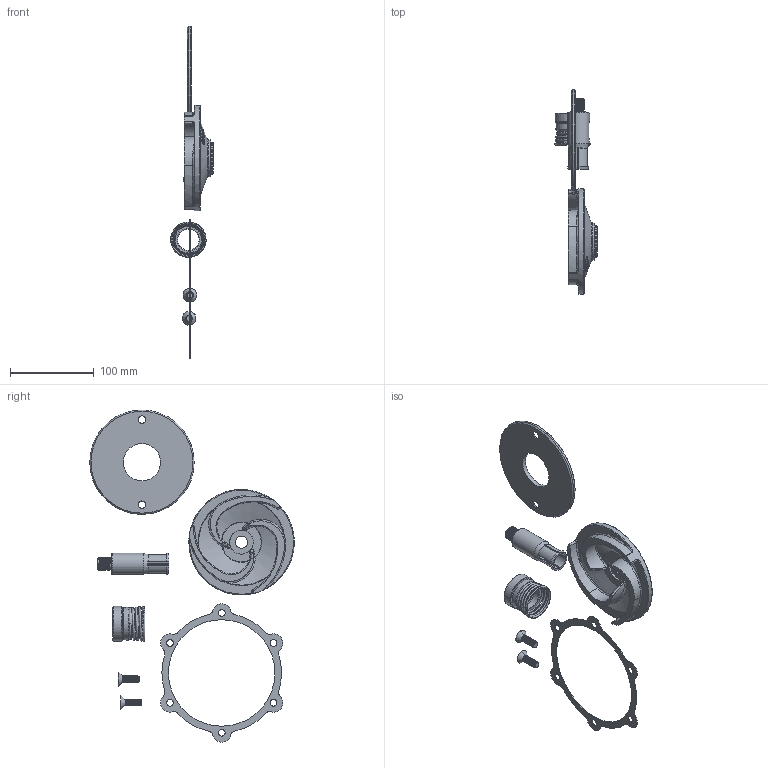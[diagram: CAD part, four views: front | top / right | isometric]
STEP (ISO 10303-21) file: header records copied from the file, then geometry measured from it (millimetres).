
FILE_DESCRIPTION(/* description */ ('REPAIR KIT FOR CAST IRON PUMP'),/* implementation_level */ '2;1');
FILE_NAME(/* name */ '17100.stp',/* time_stamp */ '2020-05-04T10:38:52-04:00',/* author */ ('JBH'),/* organization */ (''),/* preprocessor_version */ 'ST-DEVELOPER v17.2',/* originating_system */ 'Autodesk Inventor 2019',/* authorisation */ '');
FILE_SCHEMA (('AUTOMOTIVE_DESIGN { 1 0 10303 214 3 1 1 }'));
Length unit declared in the file: inch
Products named in the file (7): 17100; 17006; 17008; 17011; 17018; 17035; 17130
Assembly tree (7 placements, depth 2):
  17100
    17006
    17008
    17011
    17018
    17035
    17130  x2
Bounding box: 50.83 x 244.28 x 396.55 mm (x, y, z)
Volume: 200957.9 mm3; surface area: 100000.1 mm2
Topology: 8 solids, 8 shells, 660 faces, 1576 edges, 946 vertices
Faces by surface type: cylinder 218, cone 179, plane 109, bspline 91, torus 54, sphere 9
Full cylindrical faces by diameter (mm): 4.762 x3, 7.938 x6, 13.716 x10, 14.351 x1, 19.152 x1, 25.4 x4, 26.987 x1, 28.448 x1, 28.575 x2, 31.75 x1, 33.071 x2, 33.337 x1, 38.1 x1, 39.688 x1, 41.275 x1, 44.45 x2, 111.125 x1, 124.714 x1, 125.908 x1, 127.254 x1
Entity records: 23630 total; most frequent: CARTESIAN_POINT 11827, ORIENTED_EDGE 2494, DIRECTION 2308, EDGE_CURVE 1247, AXIS2_PLACEMENT_3D 972, VERTEX_POINT 779, EDGE_LOOP 562, CIRCLE 541
